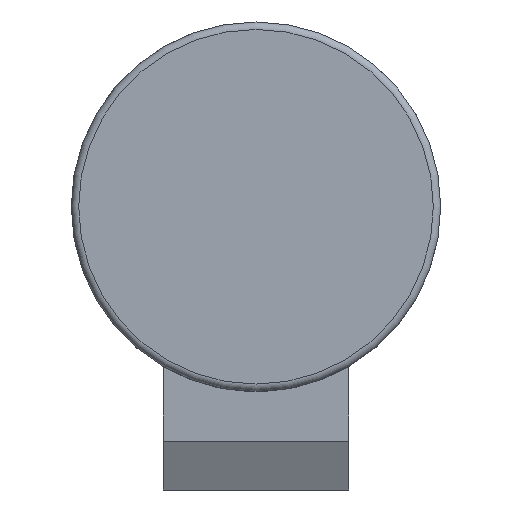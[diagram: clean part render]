
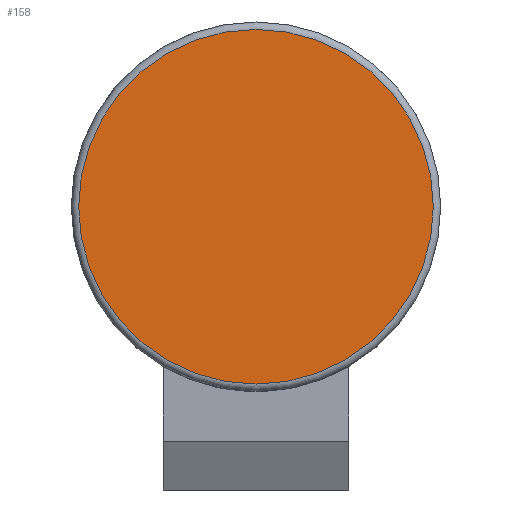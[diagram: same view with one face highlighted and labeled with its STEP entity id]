
A CAD part, left-side view. The second image highlights one B-rep face of the part: STEP entity #158.
In plain terms, the highlighted planar face has unit normal (-1, 0, 0).
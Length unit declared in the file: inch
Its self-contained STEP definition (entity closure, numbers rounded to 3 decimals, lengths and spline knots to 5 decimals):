
#24=CIRCLE('',#194,0.72);
#33=FACE_OUTER_BOUND('',#42,.T.);
#42=EDGE_LOOP('',(#139));
#81=VERTEX_POINT('',#303);
#101=EDGE_CURVE('',#81,#81,#24,.T.);
#139=ORIENTED_EDGE('',*,*,#101,.F.);
#150=PLANE('',#193);
#158=ADVANCED_FACE('',(#33),#150,.T.);
#193=AXIS2_PLACEMENT_3D('',#302,#236,#237);
#194=AXIS2_PLACEMENT_3D('',#304,#238,#239);
#236=DIRECTION('center_axis',(-1.,0.,0.));
#237=DIRECTION('ref_axis',(0.,0.,1.));
#238=DIRECTION('center_axis',(1.,0.,0.));
#239=DIRECTION('ref_axis',(0.,0.,-1.));
#302=CARTESIAN_POINT('Origin',(-12.,0.72,0.));
#303=CARTESIAN_POINT('',(-12.,0.,0.72));
#304=CARTESIAN_POINT('Origin',(-12.,0.,0.));
